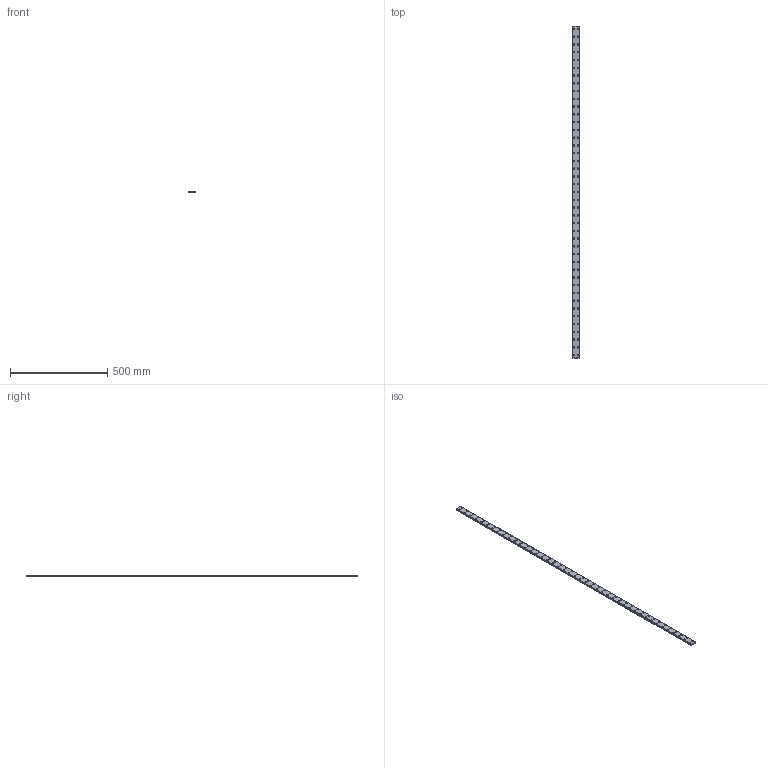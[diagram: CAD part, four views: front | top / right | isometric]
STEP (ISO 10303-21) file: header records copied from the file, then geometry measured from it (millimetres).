
FILE_DESCRIPTION(('STEP AP214'),'1');
FILE_NAME('cctmp_AF6CC102-FAEB-4082-B402-3E5E674A50DF_2021_02_25_14_20_10_0905..stp','2021-02-25T13:20:11',('HIWIN GmbH'),('CADClick - www.CADClick.com'),'Spatial InterOp 3D',' ','unknown authorization');
FILE_SCHEMA(('AUTOMOTIVE_DESIGN'));
Length unit declared in the file: millimetre
Products named in the file (1): WER17R1710H_FILE
Bounding box: 33 x 1710 x 9.3 mm (x, y, z)
Volume: 472186 mm3; surface area: 167505.7 mm2
Topology: 1 solids, 1 shells, 877 faces, 1839 edges, 1226 vertices
Faces by surface type: cylinder 534, plane 343
Entity records: 30981 total; most frequent: DIRECTION 4663, CARTESIAN_POINT 3943, ORIENTED_EDGE 3678, AXIS2_PLACEMENT_3D 1946, EDGE_CURVE 1839, VERTEX_POINT 1226, EDGE_LOOP 1139, CIRCLE 1068
